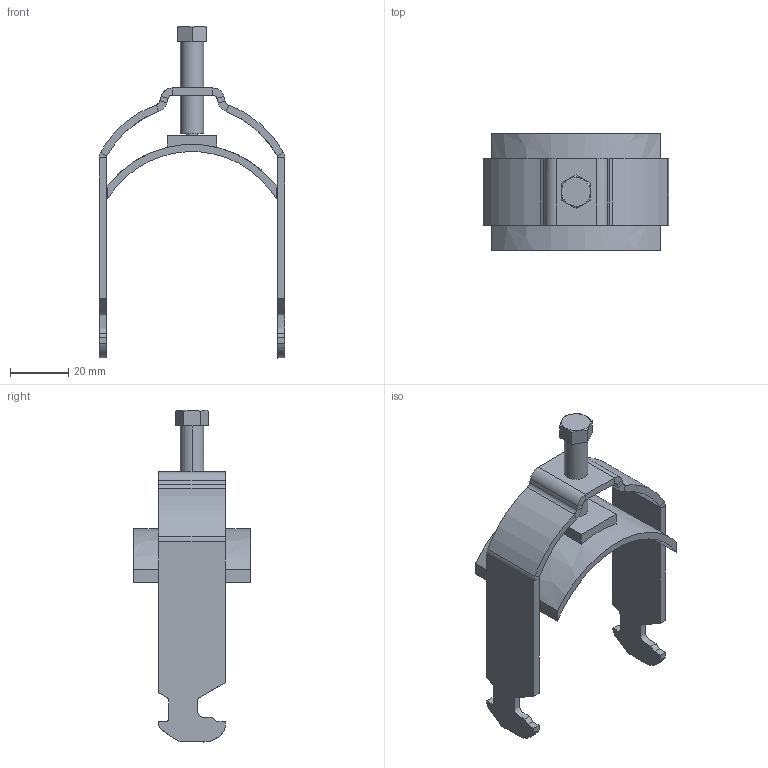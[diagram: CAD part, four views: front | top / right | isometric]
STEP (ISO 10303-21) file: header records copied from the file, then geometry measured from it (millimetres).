
FILE_DESCRIPTION(/* description */ (''),/* implementation_level */ '2;1');
FILE_NAME(/* name */ '1160583',/* time_stamp */ '2014-09-25T17:12:21+02:00',/* author */ (''),/* organization */ (''),/* preprocessor_version */ 'ST-DEVELOPER v15',/* originating_system */ '',/* authorisation */ '');
FILE_SCHEMA (('AUTOMOTIVE_DESIGN'));
Length unit declared in the file: millimetre
Products named in the file (1): Document
Bounding box: 64 x 40 x 114.33 mm (x, y, z)
Volume: 22032.8 mm3; surface area: 18410.9 mm2
Topology: 3 solids, 3 shells, 93 faces, 202 edges, 118 vertices
Faces by surface type: bspline 48, plane 45
Entity records: 2753 total; most frequent: CARTESIAN_POINT 1473, ORIENTED_EDGE 404, EDGE_CURVE 202, VERTEX_POINT 118, B_SPLINE_CURVE_WITH_KNOTS 101, EDGE_LOOP 98, ADVANCED_FACE 93, FACE_OUTER_BOUND 93
